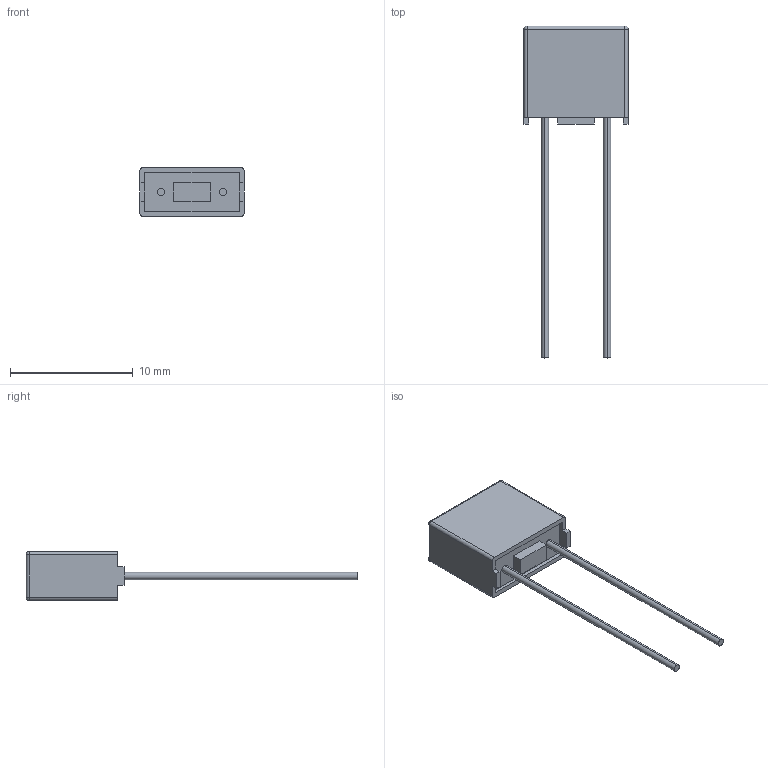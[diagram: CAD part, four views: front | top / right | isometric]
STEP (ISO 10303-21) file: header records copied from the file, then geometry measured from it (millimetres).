
FILE_DESCRIPTION (( 'STEP AP214' ), '1' );
FILE_NAME ('36911000000.STEP', '2024-01-03T09:59:19', ( 'LENOVO' ), ( '' ), 'SwSTEP 2.0', 'SolidWorks 2021', '' );
FILE_SCHEMA (( 'AUTOMOTIVE_DESIGN' ));
Length unit declared in the file: millimetre
Products named in the file (1): 36911000000
Bounding box: 8.5 x 27.1 x 4 mm (x, y, z)
Volume: 262.3 mm3; surface area: 343.2 mm2
Topology: 3 solids, 3 shells, 43 faces, 100 edges, 60 vertices
Faces by surface type: plane 27, cylinder 12, sphere 4
Entity records: 1296 total; most frequent: DIRECTION 208, CARTESIAN_POINT 200, ORIENTED_EDGE 192, EDGE_CURVE 96, VECTOR 72, LINE 72, AXIS2_PLACEMENT_3D 68, VERTEX_POINT 60
